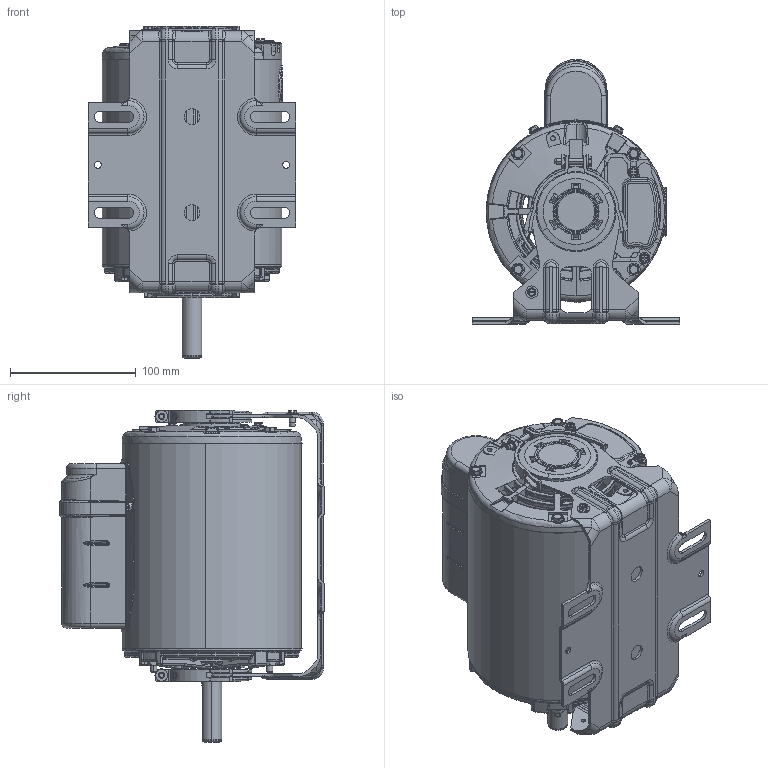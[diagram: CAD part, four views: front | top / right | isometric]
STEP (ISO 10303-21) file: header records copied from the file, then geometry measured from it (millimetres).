
FILE_DESCRIPTION (( 'STEP AP203' ), '1' );
FILE_NAME ('52A101468P2.STEP', '2018-03-22T21:41:33', ( '' ), ( '' ), 'SwSTEP 2.0', 'SolidWorks 2015', '' );
FILE_SCHEMA (( 'CONFIG_CONTROL_DESIGN' ));
Length unit declared in the file: inch
Products named in the file (1): 52A101468P2
Bounding box: 165.1 x 210.24 x 263.59 mm (x, y, z)
Surface area: 323724.8 mm2 (no closed solid volume)
Topology: 0 solids, 60 shells, 2325 faces, 7577 edges, 5025 vertices
Faces by surface type: cylinder 674, plane 609, bspline 502, torus 282, cone 211, sphere 47
Entity records: 104519 total; most frequent: CARTESIAN_POINT 44266, ORIENTED_EDGE 12446, DIRECTION 11743, EDGE_CURVE 7530, VERTEX_POINT 5025, AXIS2_PLACEMENT_3D 4699, CIRCLE 2875, EDGE_LOOP 2448
